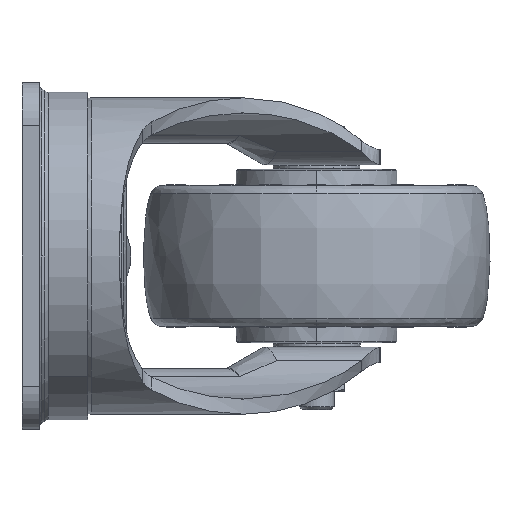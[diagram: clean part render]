
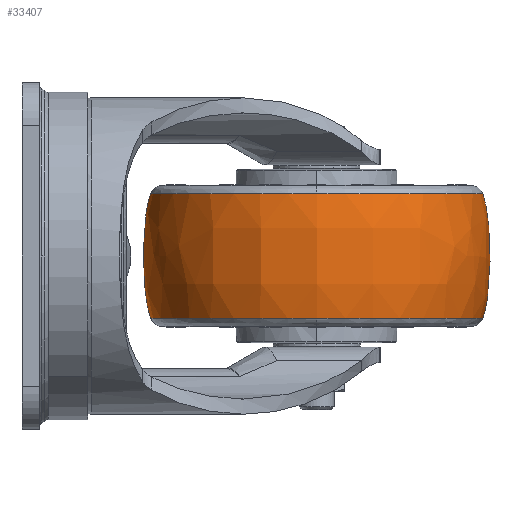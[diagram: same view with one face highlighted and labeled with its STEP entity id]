
A CAD part, left-side view. The second image highlights one B-rep face of the part: STEP entity #33407.
In plain terms, the highlighted free-form (B-spline) face has degree [3, 3] with [4, 4] control points.
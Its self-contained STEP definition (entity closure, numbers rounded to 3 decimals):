
#406 = CIRCLE ( 'NONE', #12426, 38.318 ) ;
#429 = CARTESIAN_POINT ( 'NONE',  ( 40., -27.104, -7.653 ) ) ;
#483 = ORIENTED_EDGE ( 'NONE', *, *, #17142, .F. ) ;
#815 =( BOUNDED_CURVE ( )  B_SPLINE_CURVE ( 3, ( #27732, #7207, #13159, #33607 ),
 .UNSPECIFIED., .F., .F. ) 
 B_SPLINE_CURVE_WITH_KNOTS ( ( 4, 4 ),
 ( 0., 1. ),
 .UNSPECIFIED. ) 
 CURVE ( )  GEOMETRIC_REPRESENTATION_ITEM ( )  RATIONAL_B_SPLINE_CURVE ( ( 1., 0.626, 0.626, 1. ) ) 
 REPRESENTATION_ITEM ( '' )  );
#1050 = EDGE_CURVE ( 'NONE', #26065, #8799, #20098, .T. ) ;
#3442 = CARTESIAN_POINT ( 'NONE',  ( -41.791, -108.896, -7.653 ) ) ;
#4882 = CARTESIAN_POINT ( 'NONE',  ( 40., -68., -14.374 ) ) ;
#5228 = CARTESIAN_POINT ( 'NONE',  ( 40., -106.318, 14.374 ) ) ;
#5384 = CIRCLE ( 'NONE', #21824, 38.318 ) ;
#5430 = DIRECTION ( 'NONE',  ( 0., 0., 1. ) ) ;
#5488 = DIRECTION ( 'NONE',  ( -1., 0., 0. ) ) ;
#6433 = CARTESIAN_POINT ( 'NONE',  ( 40., -27.104, 7.653 ) ) ;
#7207 = CARTESIAN_POINT ( 'NONE',  ( 40., -27.104, -7.653 ) ) ;
#7316 = CARTESIAN_POINT ( 'NONE',  ( 40., -106.318, -14.374 ) ) ;
#7552 = ORIENTED_EDGE ( 'NONE', *, *, #13472, .F. ) ;
#7807 = DIRECTION ( 'NONE',  ( 1., 0., 0. ) ) ;
#8024 = EDGE_LOOP ( 'NONE', ( #22425, #8948, #483, #7552, #15741, #36424 ) ) ;
#8083 = VERTEX_POINT ( 'NONE', #26240 ) ;
#8522 = CARTESIAN_POINT ( 'NONE',  ( 1.682, -68., 14.374 ) ) ;
#8531 = CARTESIAN_POINT ( 'NONE',  ( 40., -108.896, 7.653 ) ) ;
#8799 = VERTEX_POINT ( 'NONE', #8522 ) ;
#8948 = ORIENTED_EDGE ( 'NONE', *, *, #14263, .F. ) ;
#9356 = CARTESIAN_POINT ( 'NONE',  ( -41.791, -108.896, 7.653 ) ) ;
#11542 = CARTESIAN_POINT ( 'NONE',  ( 40., -106.318, -14.374 ) ) ;
#12250 = CARTESIAN_POINT ( 'NONE',  ( 40., -29.683, 14.374 ) ) ;
#12349 = CARTESIAN_POINT ( 'NONE',  ( 40., -29.683, 14.374 ) ) ;
#12426 = AXIS2_PLACEMENT_3D ( 'NONE', #4882, #25379, #7807 ) ;
#13159 = CARTESIAN_POINT ( 'NONE',  ( 40., -27.104, 7.653 ) ) ;
#13472 = EDGE_CURVE ( 'NONE', #24801, #26320, #13931, .T. ) ;
#13931 =( BOUNDED_CURVE ( )  B_SPLINE_CURVE ( 3, ( #5228, #8531, #26107, #11542 ),
 .UNSPECIFIED., .F., .T. ) 
 B_SPLINE_CURVE_WITH_KNOTS ( ( 4, 4 ),
 ( 0., 1. ),
 .UNSPECIFIED. ) 
 CURVE ( )  GEOMETRIC_REPRESENTATION_ITEM ( )  RATIONAL_B_SPLINE_CURVE ( ( 1., 0.626, 0.626, 1. ) ) 
 REPRESENTATION_ITEM ( '' )  );
#14263 = EDGE_CURVE ( 'NONE', #22284, #8083, #406, .T. ) ;
#14916 = CARTESIAN_POINT ( 'NONE',  ( 40., -29.683, -14.374 ) ) ;
#15163 = CARTESIAN_POINT ( 'NONE',  ( -36.635, -29.683, -14.374 ) ) ;
#15179 = DIRECTION ( 'NONE',  ( 0., 0., -1. ) ) ;
#15280 = CARTESIAN_POINT ( 'NONE',  ( -36.635, -106.318, 14.374 ) ) ;
#15741 = ORIENTED_EDGE ( 'NONE', *, *, #24198, .F. ) ;
#16027 = AXIS2_PLACEMENT_3D ( 'NONE', #22781, #23424, #5488 ) ;
#17142 = EDGE_CURVE ( 'NONE', #26320, #22284, #23674, .T. ) ;
#18136 = CARTESIAN_POINT ( 'NONE',  ( 40., -106.318, -14.374 ) ) ;
#19096 =( BOUNDED_SURFACE ( )  B_SPLINE_SURFACE ( 3, 3, ( 
 ( #14916, #15163, #35660, #18136 ),
 ( #429, #21046, #3442, #23971 ),
 ( #6433, #26918, #9356, #29863 ),
 ( #12349, #32783, #15280, #35784 ) ),
 .UNSPECIFIED., .F., .F., .T. ) 
 B_SPLINE_SURFACE_WITH_KNOTS ( ( 4, 4 ),
 ( 4, 4 ),
 ( 0., 1. ),
 ( 0., 1. ),
 .UNSPECIFIED. ) 
 GEOMETRIC_REPRESENTATION_ITEM ( )  RATIONAL_B_SPLINE_SURFACE ( (
 ( 1., 0.333, 0.333, 1.),
 ( 0.626, 0.209, 0.209, 0.626),
 ( 0.626, 0.209, 0.209, 0.626),
 ( 1., 0.333, 0.333, 1.) ) ) 
 REPRESENTATION_ITEM ( '' )  SURFACE ( )  );
#20098 = CIRCLE ( 'NONE', #16027, 38.318 ) ;
#21021 = EDGE_CURVE ( 'NONE', #8083, #26065, #815, .T. ) ;
#21046 = CARTESIAN_POINT ( 'NONE',  ( -41.791, -27.104, -7.653 ) ) ;
#21824 = AXIS2_PLACEMENT_3D ( 'NONE', #22993, #5430, #25936 ) ;
#22284 = VERTEX_POINT ( 'NONE', #33508 ) ;
#22425 = ORIENTED_EDGE ( 'NONE', *, *, #21021, .F. ) ;
#22781 = CARTESIAN_POINT ( 'NONE',  ( 40., -68., 14.374 ) ) ;
#22993 = CARTESIAN_POINT ( 'NONE',  ( 40., -68., 14.374 ) ) ;
#23424 = DIRECTION ( 'NONE',  ( 0., 0., 1. ) ) ;
#23674 = CIRCLE ( 'NONE', #25151, 38.318 ) ;
#23971 = CARTESIAN_POINT ( 'NONE',  ( 40., -108.896, -7.653 ) ) ;
#23998 = FACE_OUTER_BOUND ( 'NONE', #8024, .T. ) ;
#24198 = EDGE_CURVE ( 'NONE', #8799, #24801, #5384, .T. ) ;
#24801 = VERTEX_POINT ( 'NONE', #34723 ) ;
#25151 = AXIS2_PLACEMENT_3D ( 'NONE', #32671, #15179, #35673 ) ;
#25379 = DIRECTION ( 'NONE',  ( 0., 0., -1. ) ) ;
#25936 = DIRECTION ( 'NONE',  ( -1., 0., 0. ) ) ;
#26065 = VERTEX_POINT ( 'NONE', #12250 ) ;
#26107 = CARTESIAN_POINT ( 'NONE',  ( 40., -108.896, -7.653 ) ) ;
#26240 = CARTESIAN_POINT ( 'NONE',  ( 40., -29.683, -14.374 ) ) ;
#26320 = VERTEX_POINT ( 'NONE', #7316 ) ;
#26918 = CARTESIAN_POINT ( 'NONE',  ( -41.791, -27.104, 7.653 ) ) ;
#27732 = CARTESIAN_POINT ( 'NONE',  ( 40., -29.683, -14.374 ) ) ;
#29863 = CARTESIAN_POINT ( 'NONE',  ( 40., -108.896, 7.653 ) ) ;
#32671 = CARTESIAN_POINT ( 'NONE',  ( 40., -68., -14.374 ) ) ;
#32783 = CARTESIAN_POINT ( 'NONE',  ( -36.635, -29.683, 14.374 ) ) ;
#33407 = ADVANCED_FACE ( 'NONE', ( #23998 ), #19096, .F. ) ;
#33508 = CARTESIAN_POINT ( 'NONE',  ( 1.682, -68., -14.374 ) ) ;
#33607 = CARTESIAN_POINT ( 'NONE',  ( 40., -29.683, 14.374 ) ) ;
#34723 = CARTESIAN_POINT ( 'NONE',  ( 40., -106.318, 14.374 ) ) ;
#35660 = CARTESIAN_POINT ( 'NONE',  ( -36.635, -106.318, -14.374 ) ) ;
#35673 = DIRECTION ( 'NONE',  ( 1., 0., 0. ) ) ;
#35784 = CARTESIAN_POINT ( 'NONE',  ( 40., -106.318, 14.374 ) ) ;
#36424 = ORIENTED_EDGE ( 'NONE', *, *, #1050, .F. ) ;
